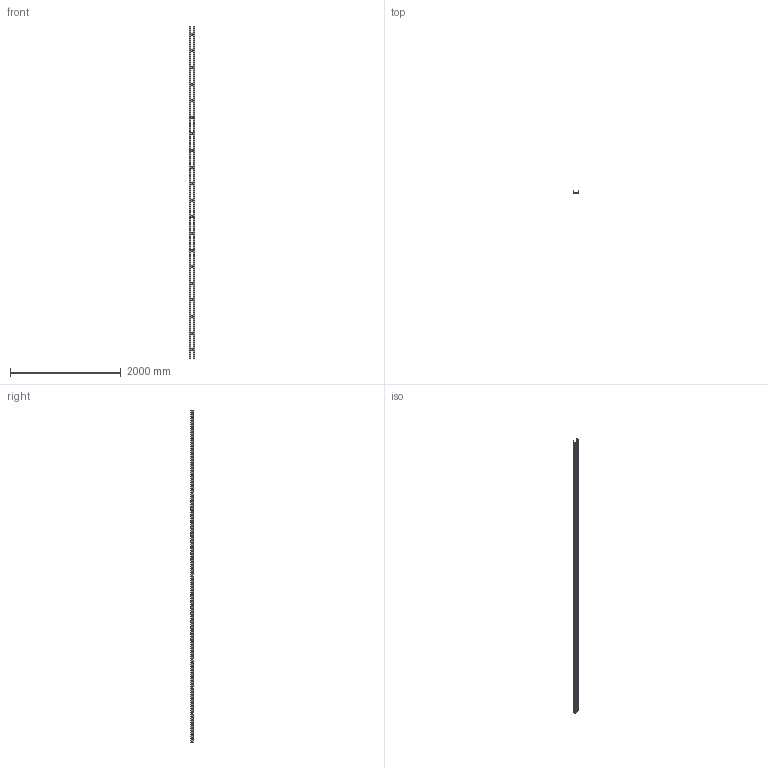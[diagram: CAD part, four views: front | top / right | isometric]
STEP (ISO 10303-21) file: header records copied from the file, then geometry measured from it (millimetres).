
FILE_DESCRIPTION((''),'2;1');
FILE_NAME('445210_PRT','2018-10-27T19:11:30',('tomasz.grudniewski'),(''),'CREO PARAMETRIC BY PTC INC, 2018260','CREO PARAMETRIC BY PTC INC, 2018260','');
FILE_SCHEMA(('CONFIG_CONTROL_DESIGN'));
Length unit declared in the file: millimetre
Products named in the file (1): 445210_PRT
Bounding box: 100 x 45 x 6000 mm (x, y, z)
Volume: 1359975.4 mm3; surface area: 2297048 mm2
Topology: 1 solids, 1 shells, 1356 faces, 4416 edges, 2864 vertices
Faces by surface type: plane 1184, cylinder 172
Entity records: 48838 total; most frequent: ORIENTED_EDGE 8832, CARTESIAN_POINT 8636, DIRECTION 7472, EDGE_CURVE 4416, VECTOR 4072, LINE 4072, VERTEX_POINT 2864, EDGE_LOOP 1836
